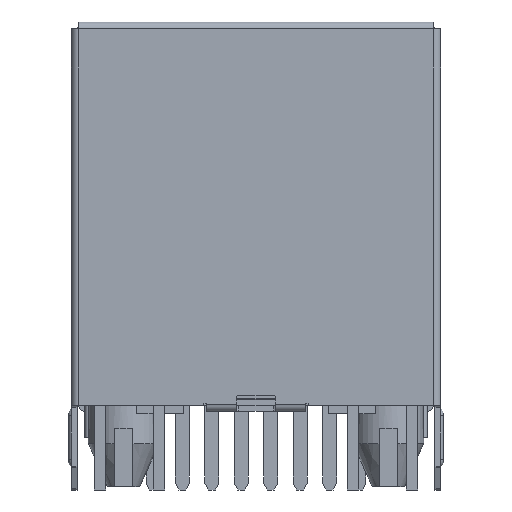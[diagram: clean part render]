
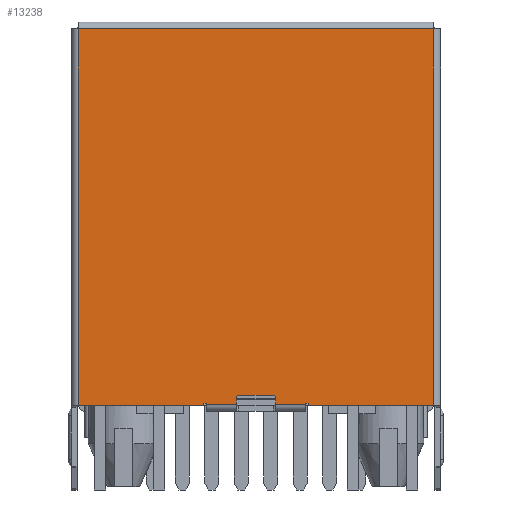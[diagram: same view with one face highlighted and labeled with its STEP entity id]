
A CAD part, front view. The second image highlights one B-rep face of the part: STEP entity #13238.
In plain terms, the highlighted face is planar.
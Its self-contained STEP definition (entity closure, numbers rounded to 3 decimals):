
#632=PLANE('',#19141);
#1780=LINE('',#26729,#3193);
#1784=LINE('',#26747,#3197);
#1805=LINE('',#26803,#3218);
#1923=LINE('',#27148,#3336);
#1925=LINE('',#27154,#3338);
#1926=LINE('',#27158,#3339);
#1927=LINE('',#27162,#3340);
#1928=LINE('',#27163,#3341);
#1929=LINE('',#27165,#3342);
#1930=LINE('',#27167,#3343);
#1931=LINE('',#27169,#3344);
#1932=LINE('',#27170,#3345);
#1933=LINE('',#27171,#3346);
#1934=LINE('',#27173,#3347);
#1935=LINE('',#27175,#3348);
#1936=LINE('',#27177,#3349);
#3193=VECTOR('',#21906,1000.);
#3197=VECTOR('',#21924,1000.);
#3218=VECTOR('',#21979,1000.);
#3336=VECTOR('',#22321,1000.);
#3338=VECTOR('',#22329,1000.);
#3339=VECTOR('',#22332,1000.);
#3340=VECTOR('',#22335,1000.);
#3341=VECTOR('',#22336,1000.);
#3342=VECTOR('',#22337,1000.);
#3343=VECTOR('',#22338,1000.);
#3344=VECTOR('',#22339,1000.);
#3345=VECTOR('',#22340,1000.);
#3346=VECTOR('',#22341,1000.);
#3347=VECTOR('',#22342,1000.);
#3348=VECTOR('',#22343,1000.);
#3349=VECTOR('',#22344,1000.);
#6640=ORIENTED_EDGE('',*,*,#8837,.T.);
#6641=ORIENTED_EDGE('',*,*,#9011,.T.);
#6642=ORIENTED_EDGE('',*,*,#9012,.F.);
#6643=ORIENTED_EDGE('',*,*,#9013,.T.);
#6644=ORIENTED_EDGE('',*,*,#9014,.F.);
#6645=ORIENTED_EDGE('',*,*,#9015,.T.);
#6646=ORIENTED_EDGE('',*,*,#8807,.T.);
#6647=ORIENTED_EDGE('',*,*,#9016,.T.);
#6648=ORIENTED_EDGE('',*,*,#9017,.T.);
#6649=ORIENTED_EDGE('',*,*,#9018,.T.);
#6650=ORIENTED_EDGE('',*,*,#9019,.T.);
#6651=ORIENTED_EDGE('',*,*,#8799,.F.);
#6652=ORIENTED_EDGE('',*,*,#9020,.F.);
#6653=ORIENTED_EDGE('',*,*,#9008,.T.);
#6654=ORIENTED_EDGE('',*,*,#9021,.T.);
#6655=ORIENTED_EDGE('',*,*,#9022,.F.);
#6656=ORIENTED_EDGE('',*,*,#9023,.F.);
#6657=ORIENTED_EDGE('',*,*,#9024,.F.);
#8799=EDGE_CURVE('',#10214,#10215,#1780,.T.);
#8807=EDGE_CURVE('',#10222,#10220,#1784,.T.);
#8837=EDGE_CURVE('',#10238,#10239,#1805,.T.);
#9008=EDGE_CURVE('',#10355,#10354,#1923,.T.);
#9011=EDGE_CURVE('',#10239,#10356,#1925,.T.);
#9012=EDGE_CURVE('',#10357,#10356,#10808,.T.);
#9013=EDGE_CURVE('',#10357,#10358,#1926,.T.);
#9014=EDGE_CURVE('',#10359,#10358,#10809,.T.);
#9015=EDGE_CURVE('',#10359,#10222,#1927,.T.);
#9016=EDGE_CURVE('',#10220,#10360,#1928,.T.);
#9017=EDGE_CURVE('',#10360,#10361,#1929,.T.);
#9018=EDGE_CURVE('',#10361,#10362,#1930,.T.);
#9019=EDGE_CURVE('',#10362,#10215,#1931,.T.);
#9020=EDGE_CURVE('',#10355,#10214,#1932,.T.);
#9021=EDGE_CURVE('',#10354,#10363,#1933,.T.);
#9022=EDGE_CURVE('',#10364,#10363,#1934,.T.);
#9023=EDGE_CURVE('',#10365,#10364,#1935,.T.);
#9024=EDGE_CURVE('',#10238,#10365,#1936,.T.);
#10214=VERTEX_POINT('',#26728);
#10215=VERTEX_POINT('',#26730);
#10220=VERTEX_POINT('',#26745);
#10222=VERTEX_POINT('',#26748);
#10238=VERTEX_POINT('',#26800);
#10239=VERTEX_POINT('',#26802);
#10354=VERTEX_POINT('',#27147);
#10355=VERTEX_POINT('',#27149);
#10356=VERTEX_POINT('',#27155);
#10357=VERTEX_POINT('',#27157);
#10358=VERTEX_POINT('',#27159);
#10359=VERTEX_POINT('',#27161);
#10360=VERTEX_POINT('',#27164);
#10361=VERTEX_POINT('',#27166);
#10362=VERTEX_POINT('',#27168);
#10363=VERTEX_POINT('',#27172);
#10364=VERTEX_POINT('',#27174);
#10365=VERTEX_POINT('',#27176);
#10808=CIRCLE('',#19142,0.1);
#10809=CIRCLE('',#19143,0.1);
#11518=EDGE_LOOP('',(#6640,#6641,#6642,#6643,#6644,#6645,#6646,#6647,#6648,
#6649,#6650,#6651,#6652,#6653,#6654,#6655,#6656,#6657));
#12314=FACE_BOUND('',#11518,.T.);
#13238=ADVANCED_FACE('',(#12314),#632,.T.);
#19141=AXIS2_PLACEMENT_3D('',#27153,#22327,#22328);
#19142=AXIS2_PLACEMENT_3D('',#27156,#22330,#22331);
#19143=AXIS2_PLACEMENT_3D('',#27160,#22333,#22334);
#21906=DIRECTION('',(0.,1.,0.));
#21924=DIRECTION('',(1.,0.,0.));
#21979=DIRECTION('',(1.,0.,0.));
#22321=DIRECTION('',(0.,1.,0.));
#22327=DIRECTION('',(0.,0.,-1.));
#22328=DIRECTION('',(-1.,0.,0.));
#22329=DIRECTION('',(0.,-1.,0.));
#22330=DIRECTION('',(0.,0.,-1.));
#22331=DIRECTION('',(-1.,0.,0.));
#22332=DIRECTION('',(1.,0.,0.));
#22333=DIRECTION('',(0.,0.,-1.));
#22334=DIRECTION('',(-1.,0.,0.));
#22335=DIRECTION('',(0.,1.,0.));
#22336=DIRECTION('',(0.,-1.,0.));
#22337=DIRECTION('',(1.,0.,0.));
#22338=DIRECTION('',(0.,1.,0.));
#22339=DIRECTION('',(1.,0.,0.));
#22340=DIRECTION('',(1.,0.,0.));
#22341=DIRECTION('',(1.,0.,0.));
#22342=DIRECTION('',(0.,1.,0.));
#22343=DIRECTION('',(-1.,0.,0.));
#22344=DIRECTION('',(0.,-1.,0.));
#26728=CARTESIAN_POINT('',(7.675,-7.975,-10.92));
#26729=CARTESIAN_POINT('',(7.675,-8.275,-10.92));
#26730=CARTESIAN_POINT('',(7.675,8.275,-10.92));
#26745=CARTESIAN_POINT('',(2.15,8.225,-10.92));
#26747=CARTESIAN_POINT('',(-2.15,8.225,-10.92));
#26748=CARTESIAN_POINT('',(0.85,8.225,-10.92));
#26800=CARTESIAN_POINT('',(-2.15,8.225,-10.92));
#26802=CARTESIAN_POINT('',(-0.85,8.225,-10.92));
#26803=CARTESIAN_POINT('',(-2.15,8.225,-10.92));
#27147=CARTESIAN_POINT('',(-7.675,8.275,-10.92));
#27148=CARTESIAN_POINT('',(-7.675,-8.275,-10.92));
#27149=CARTESIAN_POINT('',(-7.675,-7.975,-10.92));
#27153=CARTESIAN_POINT('',(-7.675,-8.275,-10.92));
#27154=CARTESIAN_POINT('',(-0.85,-8.275,-10.92));
#27155=CARTESIAN_POINT('',(-0.85,7.933,-10.92));
#27156=CARTESIAN_POINT('',(-0.75,7.933,-10.92));
#27157=CARTESIAN_POINT('',(-0.75,7.833,-10.92));
#27158=CARTESIAN_POINT('',(-7.675,7.833,-10.92));
#27159=CARTESIAN_POINT('',(0.75,7.833,-10.92));
#27160=CARTESIAN_POINT('',(0.75,7.933,-10.92));
#27161=CARTESIAN_POINT('',(0.85,7.933,-10.92));
#27162=CARTESIAN_POINT('',(0.85,-8.275,-10.92));
#27163=CARTESIAN_POINT('',(2.15,8.275,-10.92));
#27164=CARTESIAN_POINT('',(2.15,8.175,-10.92));
#27165=CARTESIAN_POINT('',(2.25,8.175,-10.92));
#27166=CARTESIAN_POINT('',(2.25,8.175,-10.92));
#27167=CARTESIAN_POINT('',(2.25,8.275,-10.92));
#27168=CARTESIAN_POINT('',(2.25,8.275,-10.92));
#27169=CARTESIAN_POINT('',(-7.675,8.275,-10.92));
#27170=CARTESIAN_POINT('',(-7.675,-7.975,-10.92));
#27171=CARTESIAN_POINT('',(-7.675,8.275,-10.92));
#27172=CARTESIAN_POINT('',(-2.25,8.275,-10.92));
#27173=CARTESIAN_POINT('',(-2.25,8.275,-10.92));
#27174=CARTESIAN_POINT('',(-2.25,8.175,-10.92));
#27175=CARTESIAN_POINT('',(-2.25,8.175,-10.92));
#27176=CARTESIAN_POINT('',(-2.15,8.175,-10.92));
#27177=CARTESIAN_POINT('',(-2.15,8.275,-10.92));
